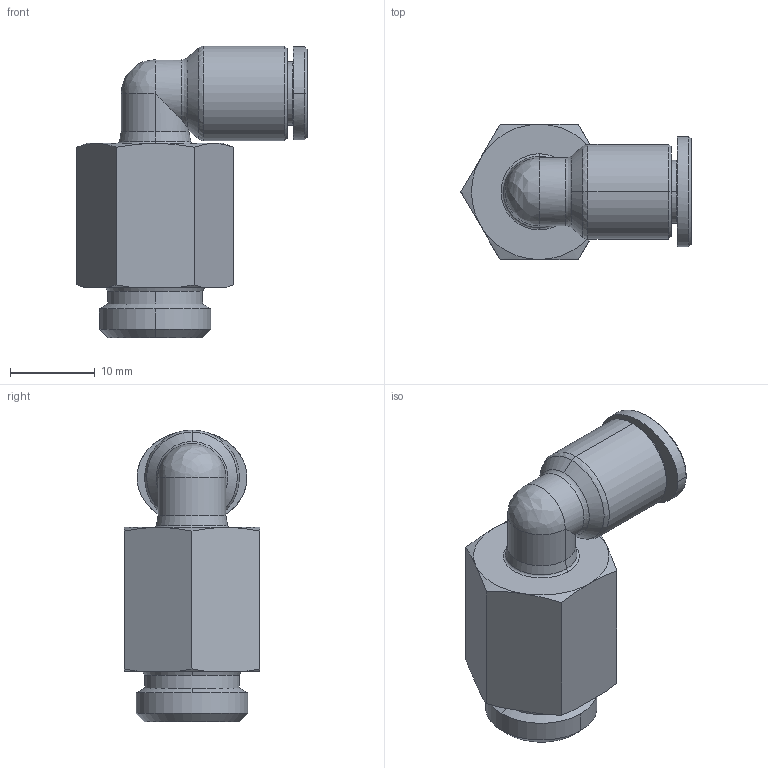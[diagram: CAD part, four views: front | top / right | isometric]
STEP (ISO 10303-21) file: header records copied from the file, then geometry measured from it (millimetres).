
FILE_DESCRIPTION (( 'STEP AP214' ), '1' );
FILE_NAME ('PLL06-G02.stp', '2015-09-11T13:33:56', ( '' ), ( '' ), 'SwSTEP 2.0', 'SolidWorks 2015', '' );
FILE_SCHEMA (( 'AUTOMOTIVE_DESIGN' ));
Length unit declared in the file: millimetre
Products named in the file (2): ｦ+ﾃｦ1; PLL06-G02
Assembly tree (1 placements, depth 2):
  PLL06-G02
    ｦ+ﾃｦ1
Bounding box: 27.19 x 16 x 34.5 mm (x, y, z)
Volume: 4865.5 mm3; surface area: 3327.2 mm2
Topology: 1 solids, 1 shells, 272 faces, 734 edges, 478 vertices
Faces by surface type: plane 178, bspline 35, cone 32, cylinder 24, torus 3
Entity records: 10357 total; most frequent: CARTESIAN_POINT 3148, ORIENTED_EDGE 1462, DIRECTION 1197, EDGE_CURVE 731, LINE 535, VECTOR 535, VERTEX_POINT 478, AXIS2_PLACEMENT_3D 331
